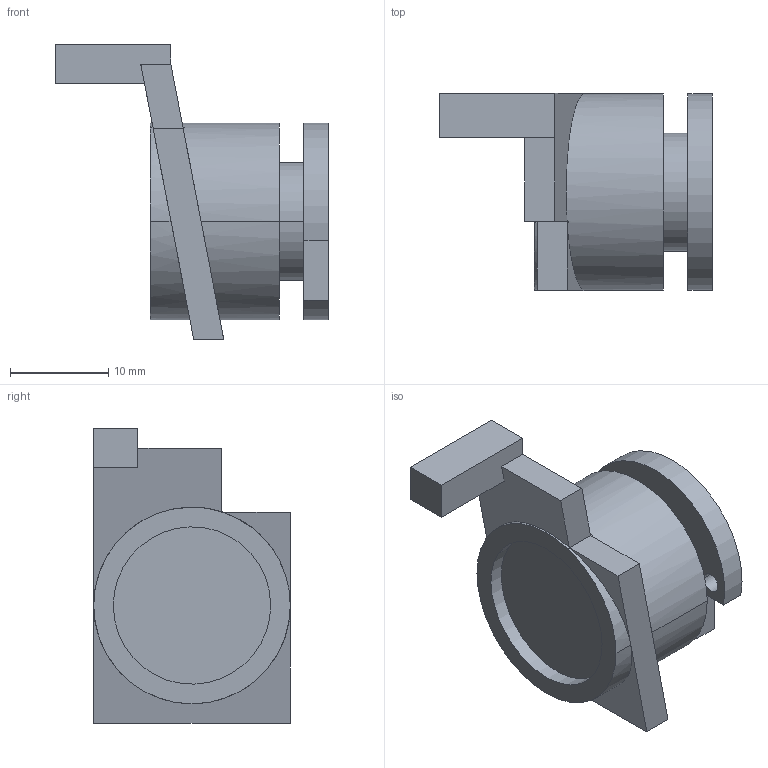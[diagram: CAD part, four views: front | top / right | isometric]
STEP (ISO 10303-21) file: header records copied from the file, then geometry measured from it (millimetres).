
FILE_DESCRIPTION(('CATIA V5 STEP Exchange'),'2;1');
FILE_NAME('appui-seringue.stp','2020-05-04T14:02:07+00:00',('none'),('none'),'CATIA Version 5 Release 19 SP 9 (IN-10)','CATIA V5 STEP AP203','none');
FILE_SCHEMA(('CONFIG_CONTROL_DESIGN'));
Length unit declared in the file: millimetre
Products named in the file (1): Part4
Bounding box: 27.76 x 20 x 30 mm (x, y, z)
Volume: 5624.3 mm3; surface area: 2895.2 mm2
Topology: 1 solids, 1 shells, 40 faces, 97 edges, 63 vertices
Faces by surface type: plane 26, cylinder 14
Entity records: 1172 total; most frequent: CARTESIAN_POINT 268, ORIENTED_EDGE 194, DIRECTION 136, EDGE_CURVE 97, VERTEX_POINT 63, VECTOR 58, LINE 58, AXIS2_PLACEMENT_3D 52
